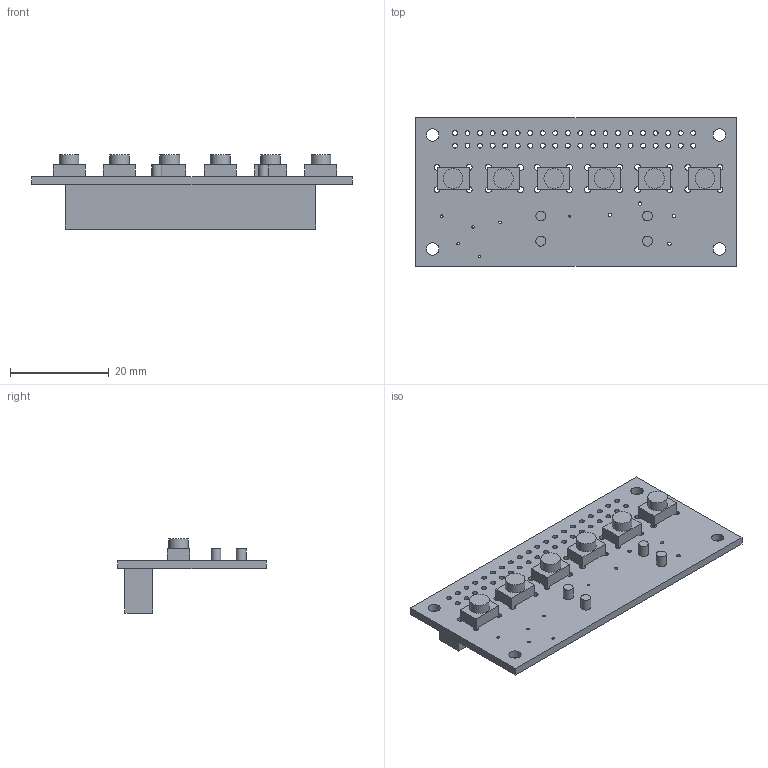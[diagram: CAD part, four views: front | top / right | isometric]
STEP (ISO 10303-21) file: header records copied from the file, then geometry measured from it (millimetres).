
FILE_DESCRIPTION(/* description */ ('STEP AP242','CAx-IF Rec.Pracs.---Representation and Presentation of Product Manufacturing Information (PMI)---4.0---2014-10-13','CAx-IF Rec.Pracs.---3D Tessellated Geometry---0.4---2014-09-14','2;1','CAx-IF Rec.Pracs.---User Defined Attributes---1.5---2016-08-15'),/* implementation_level */ '2;1');
FILE_NAME(/* name */ '6919a770927ea5494680c42b',/* time_stamp */ '2025-11-16T10:29:05Z',/* author */ (''),/* organization */ (''),/* preprocessor_version */ 'ST-DEVELOPER v20',/* originating_system */ 'ONSHAPE BY PTC INC, 1.206',/* authorisation */ ' ');
FILE_SCHEMA (('AP242_MANAGED_MODEL_BASED_3D_ENGINEERING_MIM_LF { 1 0 10303 442 1 1 4 }'));
Length unit declared in the file: metre
Products named in the file (1): Board~dfs5
Bounding box: 65 x 30.07 x 15 mm (x, y, z)
Volume: 5873.2 mm3; surface area: 7171.6 mm2
Topology: 1 solids, 1 shells, 139 faces, 436 edges, 292 vertices
Faces by surface type: cylinder 88, plane 51
Full cylindrical faces by diameter (mm): 0.4 x1, 0.5 x5, 0.7 x4, 1 x40, 2 x4, 2.5 x4, 4 x6
Entity records: 5471 total; most frequent: DIRECTION 824, CARTESIAN_POINT 796, ORIENTED_EDGE 736, EDGE_CURVE 368, EDGE_LOOP 352, FACE_BOUND 352, AXIS2_PLACEMENT_3D 316, VERTEX_POINT 288
